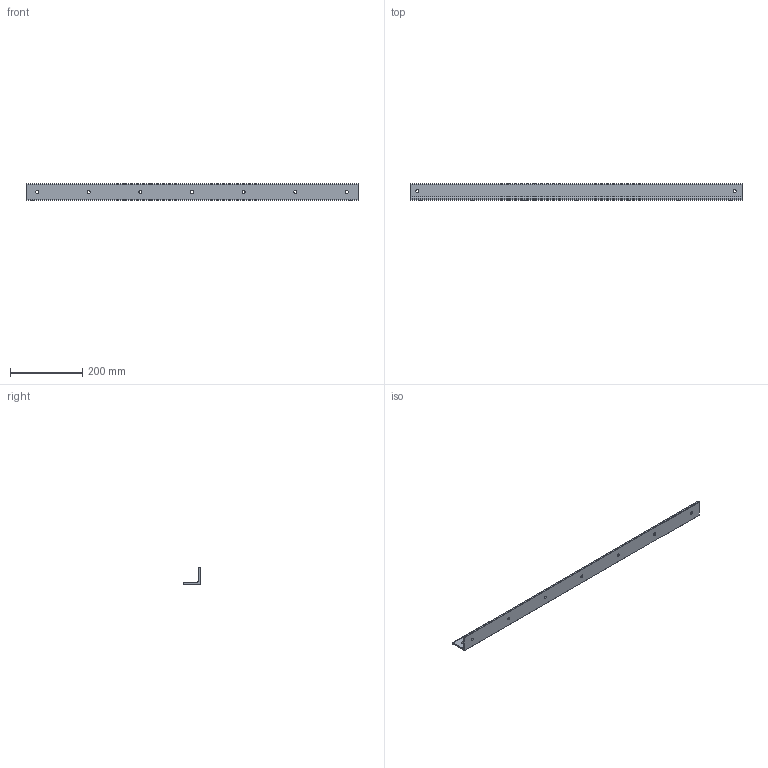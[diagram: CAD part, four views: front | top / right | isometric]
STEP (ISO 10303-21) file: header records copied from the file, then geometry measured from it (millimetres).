
FILE_DESCRIPTION(('CATIA V5 STEP Exchange'),'2;1');
FILE_NAME('Corniere_Acier_960.stp','2019-01-10T19:49:03+00:00',('none'),('none'),'CATIA Version 5 Release 19 GA (IN-10)','CATIA V5 STEP AP203','none');
FILE_SCHEMA(('CONFIG_CONTROL_DESIGN'));
Length unit declared in the file: millimetre
Products named in the file (1): Corniere_Acier_920
Bounding box: 920 x 45 x 45 mm (x, y, z)
Volume: 392197.7 mm3; surface area: 163874.3 mm2
Topology: 1 solids, 1 shells, 32 faces, 90 edges, 60 vertices
Faces by surface type: cylinder 24, plane 8
Entity records: 1047 total; most frequent: ORIENTED_EDGE 180, CARTESIAN_POINT 174, DIRECTION 136, EDGE_CURVE 90, AXIS2_PLACEMENT_3D 72, VERTEX_POINT 60, EDGE_LOOP 50, CIRCLE 48
